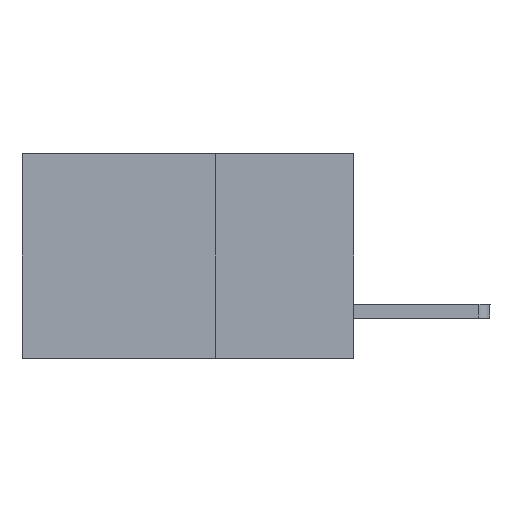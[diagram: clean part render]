
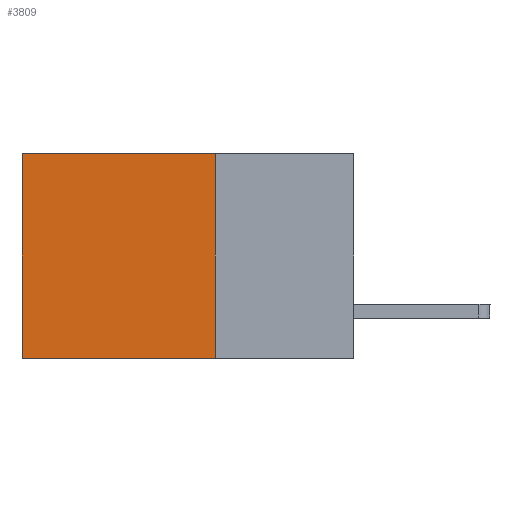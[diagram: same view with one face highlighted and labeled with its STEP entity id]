
A CAD part, left-side view. The second image highlights one B-rep face of the part: STEP entity #3809.
In plain terms, the highlighted planar face has unit normal (-1, 0, 0).
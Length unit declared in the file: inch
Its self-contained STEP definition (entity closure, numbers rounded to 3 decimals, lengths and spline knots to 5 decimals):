
#161 = VERTEX_POINT ( 'NONE', #4112 ) ;
#250 = VECTOR ( 'NONE', #9796, 39.37008 ) ;
#607 = EDGE_CURVE ( 'NONE', #3569, #2878, #3667, .T. ) ;
#625 = DIRECTION ( 'NONE',  ( 1., 0., 0. ) ) ;
#985 = CARTESIAN_POINT ( 'NONE',  ( 0.2875, 0.6, 0. ) ) ;
#2085 = LINE ( 'NONE', #4095, #10422 ) ;
#2126 = CARTESIAN_POINT ( 'NONE',  ( 0.2875, 0.25, 0. ) ) ;
#2225 = FACE_OUTER_BOUND ( 'NONE', #10449, .T. ) ;
#2512 = AXIS2_PLACEMENT_3D ( 'NONE', #8653, #625, #3062 ) ;
#2671 = CARTESIAN_POINT ( 'NONE',  ( 0.2875, 0.25, -0.37 ) ) ;
#2878 = VERTEX_POINT ( 'NONE', #6649 ) ;
#2996 = PLANE ( 'NONE',  #2512 ) ;
#3062 = DIRECTION ( 'NONE',  ( 0., 0., -1. ) ) ;
#3569 = VERTEX_POINT ( 'NONE', #2671 ) ;
#3667 = LINE ( 'NONE', #4841, #250 ) ;
#3809 = ADVANCED_FACE ( 'NONE', ( #2225 ), #2996, .F. ) ;
#4095 = CARTESIAN_POINT ( 'NONE',  ( 0.2875, 0.25, 0. ) ) ;
#4112 = CARTESIAN_POINT ( 'NONE',  ( 0.2875, 0.6, 0. ) ) ;
#4267 = DIRECTION ( 'NONE',  ( 0., 0., -1. ) ) ;
#4637 = LINE ( 'NONE', #985, #6675 ) ;
#4841 = CARTESIAN_POINT ( 'NONE',  ( 0.2875, 0.25, -0.37 ) ) ;
#4925 = ORIENTED_EDGE ( 'NONE', *, *, #9865, .F. ) ;
#5113 = ORIENTED_EDGE ( 'NONE', *, *, #10206, .T. ) ;
#5526 = LINE ( 'NONE', #6115, #6550 ) ;
#5863 = DIRECTION ( 'NONE',  ( 0., 1., 0. ) ) ;
#5935 = EDGE_CURVE ( 'NONE', #7443, #161, #2085, .T. ) ;
#6115 = CARTESIAN_POINT ( 'NONE',  ( 0.2875, 0.25, 0. ) ) ;
#6550 = VECTOR ( 'NONE', #9371, 39.37008 ) ;
#6649 = CARTESIAN_POINT ( 'NONE',  ( 0.2875, 0.6, -0.37 ) ) ;
#6675 = VECTOR ( 'NONE', #4267, 39.37008 ) ;
#7040 = ORIENTED_EDGE ( 'NONE', *, *, #5935, .T. ) ;
#7443 = VERTEX_POINT ( 'NONE', #2126 ) ;
#8653 = CARTESIAN_POINT ( 'NONE',  ( 0.2875, 0.25, 0. ) ) ;
#9371 = DIRECTION ( 'NONE',  ( 0., 0., -1. ) ) ;
#9796 = DIRECTION ( 'NONE',  ( 0., 1., 0. ) ) ;
#9865 = EDGE_CURVE ( 'NONE', #7443, #3569, #5526, .T. ) ;
#10107 = ORIENTED_EDGE ( 'NONE', *, *, #607, .F. ) ;
#10206 = EDGE_CURVE ( 'NONE', #161, #2878, #4637, .T. ) ;
#10422 = VECTOR ( 'NONE', #5863, 39.37008 ) ;
#10449 = EDGE_LOOP ( 'NONE', ( #5113, #10107, #4925, #7040 ) ) ;
